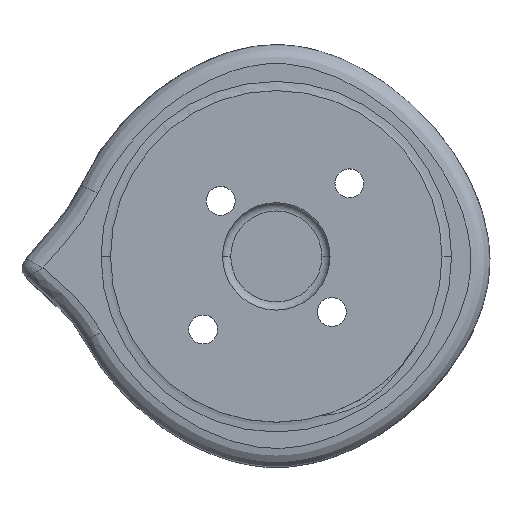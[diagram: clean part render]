
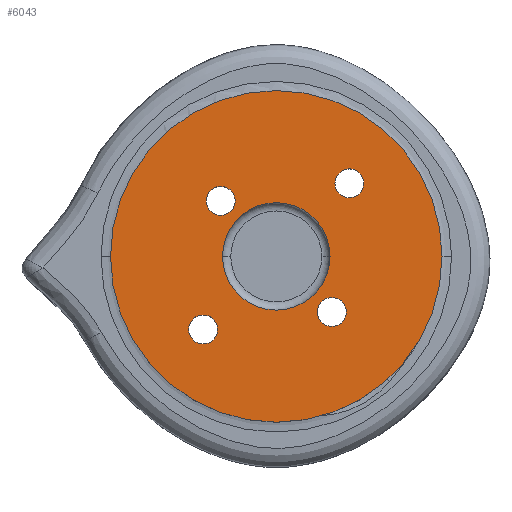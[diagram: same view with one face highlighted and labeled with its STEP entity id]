
A CAD part, top view. The second image highlights one B-rep face of the part: STEP entity #6043.
In plain terms, the highlighted planar face has unit normal (0, 0, 1).
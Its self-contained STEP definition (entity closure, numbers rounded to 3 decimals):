
#89 = CIRCLE ( 'NONE', #7608, 1.75 ) ;
#105 = FACE_BOUND ( 'NONE', #2017, .T. ) ;
#140 = FACE_OUTER_BOUND ( 'NONE', #1179, .T. ) ;
#197 = CIRCLE ( 'NONE', #830, 20.05 ) ;
#217 = FACE_BOUND ( 'NONE', #2934, .T. ) ;
#243 = ORIENTED_EDGE ( 'NONE', *, *, #1555, .F. ) ;
#265 = DIRECTION ( 'NONE',  ( 0., 0., 1. ) ) ;
#292 = DIRECTION ( 'NONE',  ( 1., 0., 0. ) ) ;
#304 = DIRECTION ( 'NONE',  ( 0., 0., 1. ) ) ;
#395 = CARTESIAN_POINT ( 'NONE',  ( -6.718, 7.718, 28. ) ) ;
#434 = EDGE_CURVE ( 'NONE', #3425, #3724, #4369, .T. ) ;
#539 = ORIENTED_EDGE ( 'NONE', *, *, #5754, .T. ) ;
#630 = EDGE_CURVE ( 'NONE', #3724, #3425, #4110, .T. ) ;
#677 = AXIS2_PLACEMENT_3D ( 'NONE', #2746, #265, #2785 ) ;
#711 = DIRECTION ( 'NONE',  ( 0., 0., 1. ) ) ;
#790 = CARTESIAN_POINT ( 'NONE',  ( 7.089, 9.839, 28. ) ) ;
#830 = AXIS2_PLACEMENT_3D ( 'NONE', #4385, #2597, #5020 ) ;
#939 = DIRECTION ( 'NONE',  ( 1., 0., 0. ) ) ;
#944 = VERTEX_POINT ( 'NONE', #6818 ) ;
#1179 = EDGE_LOOP ( 'NONE', ( #2360, #539 ) ) ;
#1235 = DIRECTION ( 'NONE',  ( 1., 0., 0. ) ) ;
#1377 = CARTESIAN_POINT ( 'NONE',  ( 6.718, -5.718, 28. ) ) ;
#1455 = EDGE_CURVE ( 'NONE', #944, #5350, #5371, .T. ) ;
#1555 = EDGE_CURVE ( 'NONE', #7266, #4363, #6775, .T. ) ;
#1562 = CARTESIAN_POINT ( 'NONE',  ( 20.05, 1., 28. ) ) ;
#1745 = AXIS2_PLACEMENT_3D ( 'NONE', #1377, #2724, #3841 ) ;
#1832 = CARTESIAN_POINT ( 'NONE',  ( -8.839, -7.839, 28. ) ) ;
#1909 = DIRECTION ( 'NONE',  ( 0., 0., 1. ) ) ;
#2017 = EDGE_LOOP ( 'NONE', ( #7076, #4775 ) ) ;
#2059 = DIRECTION ( 'NONE',  ( 0., 0., 1. ) ) ;
#2218 = CARTESIAN_POINT ( 'NONE',  ( 4.968, -5.718, 28. ) ) ;
#2239 = DIRECTION ( 'NONE',  ( 0., 0., 1. ) ) ;
#2257 = DIRECTION ( 'NONE',  ( 1., 0., 0. ) ) ;
#2290 = VERTEX_POINT ( 'NONE', #1562 ) ;
#2360 = ORIENTED_EDGE ( 'NONE', *, *, #6679, .T. ) ;
#2404 = DIRECTION ( 'NONE',  ( 0., 0., 1. ) ) ;
#2432 = DIRECTION ( 'NONE',  ( 1., 0., 0. ) ) ;
#2443 = DIRECTION ( 'NONE',  ( 1., 0., 0. ) ) ;
#2584 = CARTESIAN_POINT ( 'NONE',  ( 10.589, 9.839, 28. ) ) ;
#2597 = DIRECTION ( 'NONE',  ( 0., 0., 1. ) ) ;
#2659 = FACE_BOUND ( 'NONE', #5413, .T. ) ;
#2724 = DIRECTION ( 'NONE',  ( 0., 0., 1. ) ) ;
#2732 = DIRECTION ( 'NONE',  ( 0., 0., 1. ) ) ;
#2739 = CIRCLE ( 'NONE', #7465, 1.75 ) ;
#2746 = CARTESIAN_POINT ( 'NONE',  ( 0., 1., 28. ) ) ;
#2785 = DIRECTION ( 'NONE',  ( 1., 0., 0. ) ) ;
#2934 = EDGE_LOOP ( 'NONE', ( #6075, #243 ) ) ;
#3108 = CARTESIAN_POINT ( 'NONE',  ( 0., 1., 28. ) ) ;
#3112 = CIRCLE ( 'NONE', #6563, 20.05 ) ;
#3128 = ORIENTED_EDGE ( 'NONE', *, *, #5796, .F. ) ;
#3174 = CARTESIAN_POINT ( 'NONE',  ( 6.5, 1., 28. ) ) ;
#3243 = FACE_BOUND ( 'NONE', #3569, .T. ) ;
#3266 = CIRCLE ( 'NONE', #3904, 1.75 ) ;
#3379 = AXIS2_PLACEMENT_3D ( 'NONE', #7527, #2059, #4484 ) ;
#3425 = VERTEX_POINT ( 'NONE', #5058 ) ;
#3569 = EDGE_LOOP ( 'NONE', ( #4253, #4077 ) ) ;
#3661 = DIRECTION ( 'NONE',  ( 1., 0., 0. ) ) ;
#3715 = CARTESIAN_POINT ( 'NONE',  ( 8.839, 9.839, 28. ) ) ;
#3724 = VERTEX_POINT ( 'NONE', #3174 ) ;
#3841 = DIRECTION ( 'NONE',  ( 1., 0., 0. ) ) ;
#3904 = AXIS2_PLACEMENT_3D ( 'NONE', #395, #2239, #6504 ) ;
#3996 = VERTEX_POINT ( 'NONE', #2218 ) ;
#4077 = ORIENTED_EDGE ( 'NONE', *, *, #434, .F. ) ;
#4110 = CIRCLE ( 'NONE', #677, 6.5 ) ;
#4137 = EDGE_LOOP ( 'NONE', ( #3128, #7658 ) ) ;
#4253 = ORIENTED_EDGE ( 'NONE', *, *, #630, .F. ) ;
#4363 = VERTEX_POINT ( 'NONE', #6312 ) ;
#4369 = CIRCLE ( 'NONE', #4491, 6.5 ) ;
#4385 = CARTESIAN_POINT ( 'NONE',  ( 0., 1., 28. ) ) ;
#4484 = DIRECTION ( 'NONE',  ( 1., 0., 0. ) ) ;
#4491 = AXIS2_PLACEMENT_3D ( 'NONE', #3108, #5471, #6666 ) ;
#4560 = EDGE_CURVE ( 'NONE', #5350, #944, #3266, .T. ) ;
#4563 = CARTESIAN_POINT ( 'NONE',  ( 6.718, -5.718, 28. ) ) ;
#4674 = ORIENTED_EDGE ( 'NONE', *, *, #6246, .F. ) ;
#4698 = CARTESIAN_POINT ( 'NONE',  ( -10.589, -7.839, 28. ) ) ;
#4747 = CARTESIAN_POINT ( 'NONE',  ( 0., 1., 28. ) ) ;
#4775 = ORIENTED_EDGE ( 'NONE', *, *, #1455, .F. ) ;
#4920 = AXIS2_PLACEMENT_3D ( 'NONE', #4563, #2732, #292 ) ;
#4949 = CARTESIAN_POINT ( 'NONE',  ( -20.05, 1., 28. ) ) ;
#5020 = DIRECTION ( 'NONE',  ( 1., 0., 0. ) ) ;
#5058 = CARTESIAN_POINT ( 'NONE',  ( -6.5, 1., 28. ) ) ;
#5083 = PLANE ( 'NONE',  #3379 ) ;
#5110 = EDGE_CURVE ( 'NONE', #5680, #6087, #89, .T. ) ;
#5168 = CIRCLE ( 'NONE', #1745, 1.75 ) ;
#5287 = CIRCLE ( 'NONE', #6315, 1.75 ) ;
#5291 = CIRCLE ( 'NONE', #4920, 1.75 ) ;
#5350 = VERTEX_POINT ( 'NONE', #7065 ) ;
#5371 = CIRCLE ( 'NONE', #6011, 1.75 ) ;
#5377 = DIRECTION ( 'NONE',  ( 0., 0., 1. ) ) ;
#5413 = EDGE_LOOP ( 'NONE', ( #6843, #4674 ) ) ;
#5471 = DIRECTION ( 'NONE',  ( 0., 0., 1. ) ) ;
#5680 = VERTEX_POINT ( 'NONE', #790 ) ;
#5754 = EDGE_CURVE ( 'NONE', #2290, #7134, #197, .T. ) ;
#5796 = EDGE_CURVE ( 'NONE', #6087, #5680, #5287, .T. ) ;
#6011 = AXIS2_PLACEMENT_3D ( 'NONE', #6177, #1909, #3661 ) ;
#6043 = ADVANCED_FACE ( 'NONE', ( #3243, #217, #2659, #7373, #105, #140 ), #5083, .T. ) ;
#6075 = ORIENTED_EDGE ( 'NONE', *, *, #7370, .F. ) ;
#6087 = VERTEX_POINT ( 'NONE', #2584 ) ;
#6102 = EDGE_CURVE ( 'NONE', #6595, #3996, #5291, .T. ) ;
#6177 = CARTESIAN_POINT ( 'NONE',  ( -6.718, 7.718, 28. ) ) ;
#6246 = EDGE_CURVE ( 'NONE', #3996, #6595, #5168, .T. ) ;
#6312 = CARTESIAN_POINT ( 'NONE',  ( -7.089, -7.839, 28. ) ) ;
#6315 = AXIS2_PLACEMENT_3D ( 'NONE', #6531, #304, #939 ) ;
#6504 = DIRECTION ( 'NONE',  ( 1., 0., 0. ) ) ;
#6531 = CARTESIAN_POINT ( 'NONE',  ( 8.839, 9.839, 28. ) ) ;
#6563 = AXIS2_PLACEMENT_3D ( 'NONE', #4747, #2404, #2443 ) ;
#6595 = VERTEX_POINT ( 'NONE', #6909 ) ;
#6666 = DIRECTION ( 'NONE',  ( 1., 0., 0. ) ) ;
#6679 = EDGE_CURVE ( 'NONE', #7134, #2290, #3112, .T. ) ;
#6775 = CIRCLE ( 'NONE', #7415, 1.75 ) ;
#6818 = CARTESIAN_POINT ( 'NONE',  ( -8.468, 7.718, 28. ) ) ;
#6843 = ORIENTED_EDGE ( 'NONE', *, *, #6102, .F. ) ;
#6909 = CARTESIAN_POINT ( 'NONE',  ( 8.468, -5.718, 28. ) ) ;
#7065 = CARTESIAN_POINT ( 'NONE',  ( -4.968, 7.718, 28. ) ) ;
#7076 = ORIENTED_EDGE ( 'NONE', *, *, #4560, .F. ) ;
#7134 = VERTEX_POINT ( 'NONE', #4949 ) ;
#7226 = CARTESIAN_POINT ( 'NONE',  ( -8.839, -7.839, 28. ) ) ;
#7266 = VERTEX_POINT ( 'NONE', #4698 ) ;
#7370 = EDGE_CURVE ( 'NONE', #4363, #7266, #2739, .T. ) ;
#7373 = FACE_BOUND ( 'NONE', #4137, .T. ) ;
#7415 = AXIS2_PLACEMENT_3D ( 'NONE', #1832, #711, #1235 ) ;
#7465 = AXIS2_PLACEMENT_3D ( 'NONE', #7226, #5377, #2432 ) ;
#7527 = CARTESIAN_POINT ( 'NONE',  ( 0., 1., 28. ) ) ;
#7608 = AXIS2_PLACEMENT_3D ( 'NONE', #3715, #7722, #2257 ) ;
#7658 = ORIENTED_EDGE ( 'NONE', *, *, #5110, .F. ) ;
#7722 = DIRECTION ( 'NONE',  ( 0., 0., 1. ) ) ;
